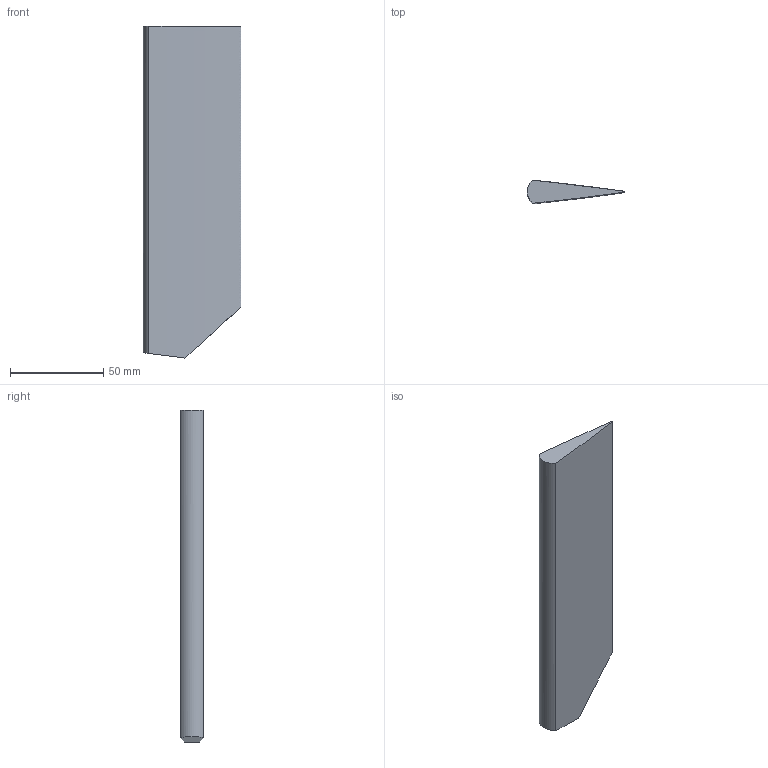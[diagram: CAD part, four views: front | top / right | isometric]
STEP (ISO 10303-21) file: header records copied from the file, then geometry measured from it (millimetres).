
FILE_DESCRIPTION(('FreeCAD Model'),'2;1');
FILE_NAME('Open CASCADE Shape Model','2022-02-13T19:03:29',('Author'),( ''),'Open CASCADE STEP processor 7.5','FreeCAD','Unknown');
FILE_SCHEMA(('AUTOMOTIVE_DESIGN { 1 0 10303 214 1 1 1 1 }'));
Length unit declared in the file: millimetre
Products named in the file (1): Body
Bounding box: 52.28 x 12.47 x 178.01 mm (x, y, z)
Volume: 61148.5 mm3; surface area: 20180.7 mm2
Topology: 1 solids, 1 shells, 5 faces, 9 edges, 6 vertices
Faces by surface type: plane 3, extrusion 1, cylinder 1
Entity records: 2669 total; most frequent: CARTESIAN_POINT 2483, DIRECTION 21, B_SPLINE_CURVE_WITH_KNOTS 19, ORIENTED_EDGE 18, PCURVE 18, DEFINITIONAL_REPRESENTATION 18, EDGE_CURVE 9, SURFACE_CURVE 9
